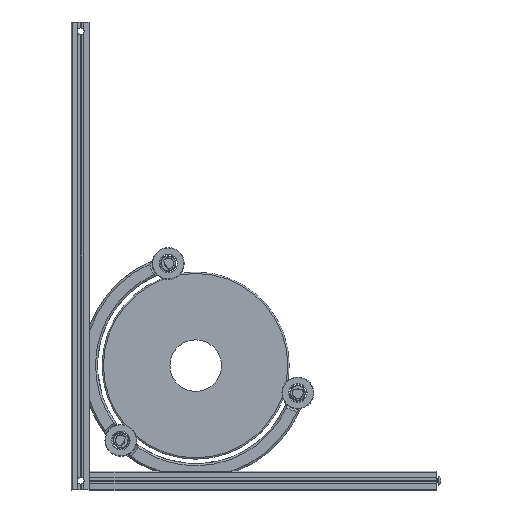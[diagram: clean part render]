
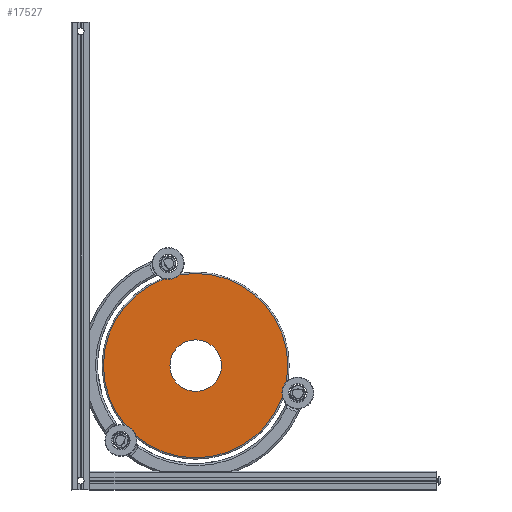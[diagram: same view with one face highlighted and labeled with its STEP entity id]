
A CAD part, left-side view. The second image highlights one B-rep face of the part: STEP entity #17527.
In plain terms, the highlighted planar face has unit normal (-1, 0, 0).
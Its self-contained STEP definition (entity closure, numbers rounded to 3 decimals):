
#711=PLANE('',#19262);
#836=FACE_BOUND('',#2744,.T.);
#1748=FACE_OUTER_BOUND('',#2743,.T.);
#2743=EDGE_LOOP('',(#15307));
#2744=EDGE_LOOP('',(#15308));
#3490=CIRCLE('',#19263,98.5);
#3491=CIRCLE('',#19264,27.5);
#8114=VERTEX_POINT('',#41587);
#8115=VERTEX_POINT('',#41589);
#10565=EDGE_CURVE('',#8114,#8114,#3490,.T.);
#10566=EDGE_CURVE('',#8115,#8115,#3491,.T.);
#15307=ORIENTED_EDGE('',*,*,#10565,.F.);
#15308=ORIENTED_EDGE('',*,*,#10566,.T.);
#17527=ADVANCED_FACE('',(#1748,#836),#711,.T.);
#19262=AXIS2_PLACEMENT_3D('',#41586,#23368,#23369);
#19263=AXIS2_PLACEMENT_3D('',#41588,#23370,#23371);
#19264=AXIS2_PLACEMENT_3D('',#41590,#23372,#23373);
#23368=DIRECTION('center_axis',(-1.,0.,0.));
#23369=DIRECTION('ref_axis',(0.,-1.,0.));
#23370=DIRECTION('center_axis',(1.,0.,0.));
#23371=DIRECTION('ref_axis',(0.,-1.,0.));
#23372=DIRECTION('center_axis',(1.,0.,0.));
#23373=DIRECTION('ref_axis',(0.,-1.,0.));
#41586=CARTESIAN_POINT('Origin',(-400.,267.097,112.903));
#41587=CARTESIAN_POINT('',(-400.,267.097,211.403));
#41588=CARTESIAN_POINT('Origin',(-400.,267.097,112.903));
#41589=CARTESIAN_POINT('',(-400.,294.597,112.903));
#41590=CARTESIAN_POINT('Origin',(-400.,267.097,112.903));
